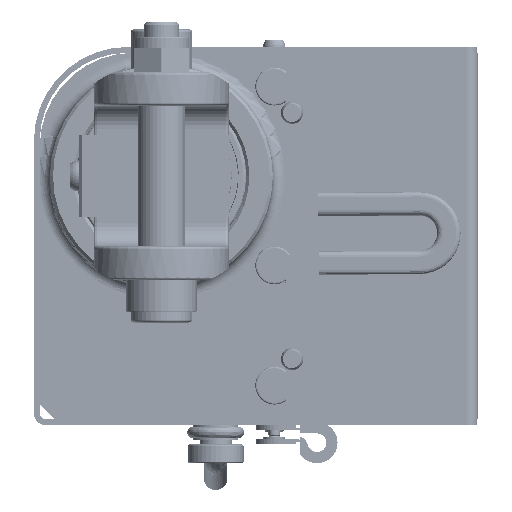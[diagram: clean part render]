
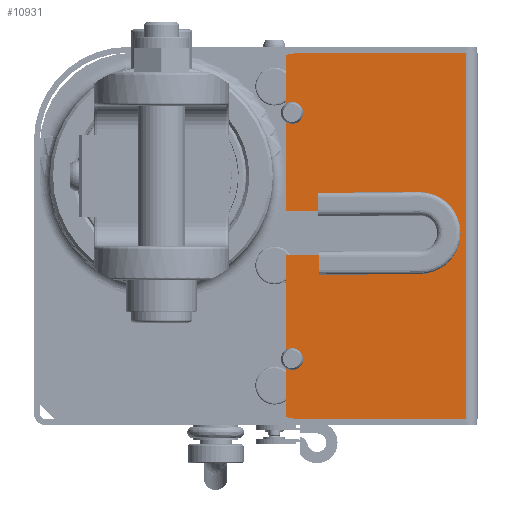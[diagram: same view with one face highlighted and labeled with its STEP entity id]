
A CAD part, front view. The second image highlights one B-rep face of the part: STEP entity #10931.
In plain terms, the highlighted face is planar.
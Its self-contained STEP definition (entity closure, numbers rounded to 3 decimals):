
#10024=DIRECTION('',(0.,-1.,0.));
#10025=VECTOR('',#10024,125.);
#10026=CARTESIAN_POINT('',(-2.,62.5,-214.641));
#10027=LINE('',#10026,#10025);
#10047=DIRECTION('',(1.,0.,0.));
#10048=VECTOR('',#10047,57.53);
#10049=CARTESIAN_POINT('',(-59.53,62.5,-214.641));
#10050=LINE('',#10049,#10048);
#10054=DIRECTION('',(0.985,0.174,0.));
#10055=VECTOR('',#10054,4.031);
#10056=CARTESIAN_POINT('',(-63.5,61.8,-214.641));
#10057=LINE('',#10056,#10055);
#10061=DIRECTION('',(0.,1.,0.));
#10062=VECTOR('',#10061,17.55);
#10063=CARTESIAN_POINT('',(-63.5,44.25,-214.641));
#10064=LINE('',#10063,#10062);
#10068=DIRECTION('',(-1.,0.,0.));
#10069=VECTOR('',#10068,2.25);
#10070=CARTESIAN_POINT('',(-61.25,44.25,-214.641));
#10071=LINE('',#10070,#10069);
#10075=CARTESIAN_POINT('',(-61.25,42.,-214.641));
#10076=DIRECTION('',(0.,0.,1.));
#10077=DIRECTION('',(0.,-1.,0.));
#10078=AXIS2_PLACEMENT_3D('',#10075,#10076,#10077);
#10083=DIRECTION('',(1.,0.,0.));
#10084=VECTOR('',#10083,2.25);
#10085=CARTESIAN_POINT('',(-63.5,39.75,-214.641));
#10086=LINE('',#10085,#10084);
#10090=DIRECTION('',(0.,1.,0.));
#10091=VECTOR('',#10090,33.25);
#10092=CARTESIAN_POINT('',(-63.5,6.5,-214.641));
#10093=LINE('',#10092,#10091);
#10097=DIRECTION('',(-1.,0.,0.));
#10098=VECTOR('',#10097,45.5);
#10099=CARTESIAN_POINT('',(-18.,6.5,-214.641));
#10100=LINE('',#10099,#10098);
#10104=CARTESIAN_POINT('',(-18.,-1.,-214.641));
#10105=DIRECTION('',(0.,0.,1.));
#10106=DIRECTION('',(0.,-1.,0.));
#10107=AXIS2_PLACEMENT_3D('',#10104,#10105,#10106);
#10112=DIRECTION('',(1.,0.,0.));
#10113=VECTOR('',#10112,45.5);
#10114=CARTESIAN_POINT('',(-63.5,-8.5,-214.641));
#10115=LINE('',#10114,#10113);
#10119=DIRECTION('',(0.,1.,0.));
#10120=VECTOR('',#10119,31.25);
#10121=CARTESIAN_POINT('',(-63.5,-39.75,-214.641));
#10122=LINE('',#10121,#10120);
#10126=DIRECTION('',(-1.,0.,0.));
#10127=VECTOR('',#10126,2.25);
#10128=CARTESIAN_POINT('',(-61.25,-39.75,-214.641));
#10129=LINE('',#10128,#10127);
#10133=CARTESIAN_POINT('',(-61.25,-42.,-214.641));
#10134=DIRECTION('',(0.,0.,1.));
#10135=DIRECTION('',(0.,-1.,0.));
#10136=AXIS2_PLACEMENT_3D('',#10133,#10134,#10135);
#10141=DIRECTION('',(1.,0.,0.));
#10142=VECTOR('',#10141,2.25);
#10143=CARTESIAN_POINT('',(-63.5,-44.25,-214.641));
#10144=LINE('',#10143,#10142);
#10148=DIRECTION('',(0.,1.,0.));
#10149=VECTOR('',#10148,17.55);
#10150=CARTESIAN_POINT('',(-63.5,-61.8,-214.641));
#10151=LINE('',#10150,#10149);
#10155=DIRECTION('',(-0.985,0.174,0.));
#10156=VECTOR('',#10155,4.031);
#10157=CARTESIAN_POINT('',(-59.53,-62.5,-214.641));
#10158=LINE('',#10157,#10156);
#10162=DIRECTION('',(-1.,0.,0.));
#10163=VECTOR('',#10162,57.53);
#10164=CARTESIAN_POINT('',(-2.,-62.5,-214.641));
#10165=LINE('',#10164,#10163);
#10539=CARTESIAN_POINT('',(-63.5,44.25,-214.641));
#10540=CARTESIAN_POINT('',(-63.5,61.8,-214.641));
#10541=VERTEX_POINT('',#10539);
#10542=VERTEX_POINT('',#10540);
#10570=CARTESIAN_POINT('',(-59.53,62.5,-214.641));
#10572=VERTEX_POINT('',#10570);
#10584=CARTESIAN_POINT('',(-2.,62.5,-214.641));
#10586=VERTEX_POINT('',#10584);
#10588=CARTESIAN_POINT('',(-2.,-62.5,-214.641));
#10590=VERTEX_POINT('',#10588);
#10593=CARTESIAN_POINT('',(-59.53,-62.5,-214.641));
#10594=VERTEX_POINT('',#10593);
#10635=CARTESIAN_POINT('',(-63.5,-61.8,-214.641));
#10636=CARTESIAN_POINT('',(-63.5,-44.25,-214.641));
#10637=VERTEX_POINT('',#10635);
#10638=VERTEX_POINT('',#10636);
#10639=CARTESIAN_POINT('',(-61.25,-44.25,-214.641));
#10640=VERTEX_POINT('',#10639);
#10641=CARTESIAN_POINT('',(-61.25,-39.75,-214.641));
#10642=VERTEX_POINT('',#10641);
#10643=CARTESIAN_POINT('',(-63.5,-39.75,-214.641));
#10644=VERTEX_POINT('',#10643);
#10645=CARTESIAN_POINT('',(-63.5,-8.5,-214.641));
#10646=VERTEX_POINT('',#10645);
#10647=CARTESIAN_POINT('',(-18.,-8.5,-214.641));
#10648=VERTEX_POINT('',#10647);
#10649=CARTESIAN_POINT('',(-18.,6.5,-214.641));
#10650=VERTEX_POINT('',#10649);
#10651=CARTESIAN_POINT('',(-63.5,6.5,-214.641));
#10652=VERTEX_POINT('',#10651);
#10653=CARTESIAN_POINT('',(-63.5,39.75,-214.641));
#10654=VERTEX_POINT('',#10653);
#10655=CARTESIAN_POINT('',(-61.25,39.75,-214.641));
#10656=VERTEX_POINT('',#10655);
#10657=CARTESIAN_POINT('',(-61.25,44.25,-214.641));
#10658=VERTEX_POINT('',#10657);
#10889=CARTESIAN_POINT('',(212.783,0.,-214.641));
#10890=DIRECTION('',(0.,0.,-1.));
#10891=DIRECTION('',(-1.,0.,0.));
#10892=AXIS2_PLACEMENT_3D('',#10889,#10890,#10891);
#10893=PLANE('',#10892);
#10894=ORIENTED_EDGE('',*,*,#10879,.F.);
#10896=ORIENTED_EDGE('',*,*,#10895,.F.);
#10898=ORIENTED_EDGE('',*,*,#10897,.F.);
#10900=ORIENTED_EDGE('',*,*,#10899,.F.);
#10902=ORIENTED_EDGE('',*,*,#10901,.F.);
#10904=ORIENTED_EDGE('',*,*,#10903,.F.);
#10906=ORIENTED_EDGE('',*,*,#10905,.F.);
#10908=ORIENTED_EDGE('',*,*,#10907,.F.);
#10910=ORIENTED_EDGE('',*,*,#10909,.F.);
#10912=ORIENTED_EDGE('',*,*,#10911,.F.);
#10914=ORIENTED_EDGE('',*,*,#10913,.F.);
#10916=ORIENTED_EDGE('',*,*,#10915,.F.);
#10918=ORIENTED_EDGE('',*,*,#10917,.F.);
#10920=ORIENTED_EDGE('',*,*,#10919,.F.);
#10922=ORIENTED_EDGE('',*,*,#10921,.F.);
#10924=ORIENTED_EDGE('',*,*,#10923,.F.);
#10926=ORIENTED_EDGE('',*,*,#10925,.F.);
#10928=ORIENTED_EDGE('',*,*,#10927,.F.);
#10929=EDGE_LOOP('',(#10894,#10896,#10898,#10900,#10902,#10904,#10906,#10908,
#10910,#10912,#10914,#10916,#10918,#10920,#10922,#10924,#10926,#10928));
#10930=FACE_OUTER_BOUND('',#10929,.F.);
#10079=CIRCLE('',#10078,2.25);
#10108=CIRCLE('',#10107,7.5);
#10137=CIRCLE('',#10136,2.25);
#10879=EDGE_CURVE('',#10586,#10590,#10027,.T.);
#10895=EDGE_CURVE('',#10572,#10586,#10050,.T.);
#10897=EDGE_CURVE('',#10542,#10572,#10057,.T.);
#10899=EDGE_CURVE('',#10541,#10542,#10064,.T.);
#10901=EDGE_CURVE('',#10658,#10541,#10071,.T.);
#10903=EDGE_CURVE('',#10656,#10658,#10079,.T.);
#10905=EDGE_CURVE('',#10654,#10656,#10086,.T.);
#10907=EDGE_CURVE('',#10652,#10654,#10093,.T.);
#10909=EDGE_CURVE('',#10650,#10652,#10100,.T.);
#10911=EDGE_CURVE('',#10648,#10650,#10108,.T.);
#10913=EDGE_CURVE('',#10646,#10648,#10115,.T.);
#10915=EDGE_CURVE('',#10644,#10646,#10122,.T.);
#10917=EDGE_CURVE('',#10642,#10644,#10129,.T.);
#10919=EDGE_CURVE('',#10640,#10642,#10137,.T.);
#10921=EDGE_CURVE('',#10638,#10640,#10144,.T.);
#10923=EDGE_CURVE('',#10637,#10638,#10151,.T.);
#10925=EDGE_CURVE('',#10594,#10637,#10158,.T.);
#10927=EDGE_CURVE('',#10590,#10594,#10165,.T.);
#10931=ADVANCED_FACE('',(#10930),#10893,.T.);
